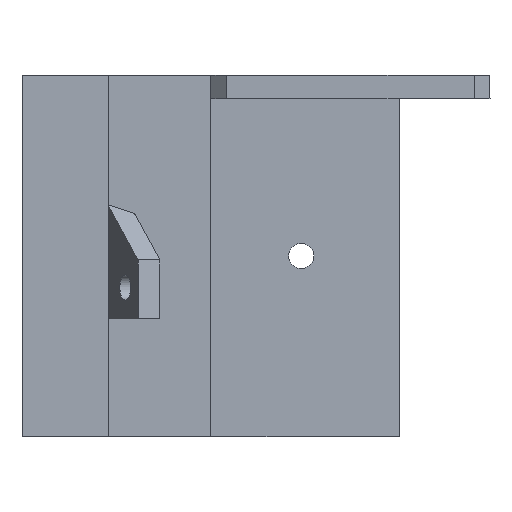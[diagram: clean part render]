
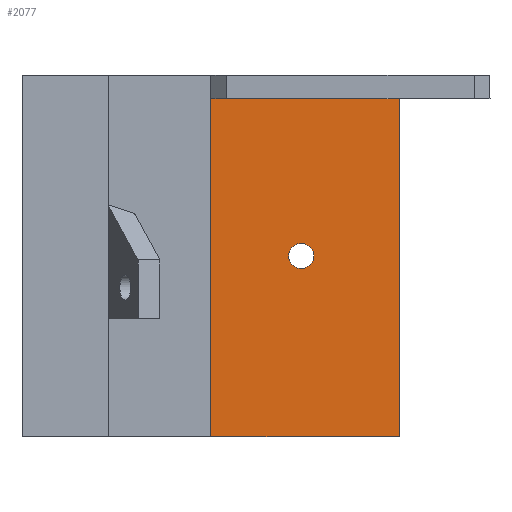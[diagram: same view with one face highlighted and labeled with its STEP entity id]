
A CAD part, front view. The second image highlights one B-rep face of the part: STEP entity #2077.
In plain terms, the highlighted planar face has unit normal (0, -1, 0).
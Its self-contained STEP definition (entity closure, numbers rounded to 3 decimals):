
#126 = PLANE('',#127);
#127 = AXIS2_PLACEMENT_3D('',#128,#129,#130);
#128 = CARTESIAN_POINT('',(24.768,-9.494,
    0.));
#129 = DIRECTION('',(0.,0.,-1.));
#130 = DIRECTION('',(-1.,0.,0.));
#836 = PLANE('',#837);
#837 = AXIS2_PLACEMENT_3D('',#838,#839,#840);
#838 = CARTESIAN_POINT('',(62.5,-21.,43.));
#839 = DIRECTION('',(0.,0.,1.));
#840 = DIRECTION('',(1.,0.,0.));
#889 = VERTEX_POINT('',#890);
#890 = CARTESIAN_POINT('',(51.,-19.,43.));
#903 = PLANE('',#904);
#904 = AXIS2_PLACEMENT_3D('',#905,#906,#907);
#905 = CARTESIAN_POINT('',(51.,-19.,0.));
#906 = DIRECTION('',(1.,0.,0.));
#907 = DIRECTION('',(-0.,-1.,-0.));
#914 = EDGE_CURVE('',#915,#889,#917,.T.);
#915 = VERTEX_POINT('',#916);
#916 = CARTESIAN_POINT('',(27.,-19.,43.));
#917 = SURFACE_CURVE('',#918,(#922,#928),.PCURVE_S1.);
#918 = LINE('',#919,#920);
#919 = CARTESIAN_POINT('',(44.75,-19.,43.));
#920 = VECTOR('',#921,1.);
#921 = DIRECTION('',(1.,0.,0.));
#922 = PCURVE('',#836,#923);
#923 = DEFINITIONAL_REPRESENTATION('',(#924),#927);
#924 = B_SPLINE_CURVE_WITH_KNOTS('',1,(#925,#926),.UNSPECIFIED.,.F.,.F.,
  (2,2),(-17.75,6.25),.PIECEWISE_BEZIER_KNOTS.);
#925 = CARTESIAN_POINT('',(-35.5,2.));
#926 = CARTESIAN_POINT('',(-11.5,2.));
#927 = ( GEOMETRIC_REPRESENTATION_CONTEXT(2) 
PARAMETRIC_REPRESENTATION_CONTEXT() REPRESENTATION_CONTEXT('2D SPACE',''
  ) );
#928 = PCURVE('',#929,#934);
#929 = PLANE('',#930);
#930 = AXIS2_PLACEMENT_3D('',#931,#932,#933);
#931 = CARTESIAN_POINT('',(27.,-19.,0.));
#932 = DIRECTION('',(-0.,-1.,-0.));
#933 = DIRECTION('',(-1.,0.,0.));
#934 = DEFINITIONAL_REPRESENTATION('',(#935),#938);
#935 = B_SPLINE_CURVE_WITH_KNOTS('',1,(#936,#937),.UNSPECIFIED.,.F.,.F.,
  (2,2),(-17.75,6.25),.PIECEWISE_BEZIER_KNOTS.);
#936 = CARTESIAN_POINT('',(0.,-43.));
#937 = CARTESIAN_POINT('',(-24.,-43.));
#938 = ( GEOMETRIC_REPRESENTATION_CONTEXT(2) 
PARAMETRIC_REPRESENTATION_CONTEXT() REPRESENTATION_CONTEXT('2D SPACE',''
  ) );
#955 = PLANE('',#956);
#956 = AXIS2_PLACEMENT_3D('',#957,#958,#959);
#957 = CARTESIAN_POINT('',(27.,-34.,0.));
#958 = DIRECTION('',(1.,0.,0.));
#959 = DIRECTION('',(-0.,-1.,-0.));
#1641 = VERTEX_POINT('',#1642);
#1642 = CARTESIAN_POINT('',(51.,-19.,0.));
#1663 = EDGE_CURVE('',#1641,#889,#1664,.T.);
#1664 = SURFACE_CURVE('',#1665,(#1669,#1676),.PCURVE_S1.);
#1665 = LINE('',#1666,#1667);
#1666 = CARTESIAN_POINT('',(51.,-19.,0.));
#1667 = VECTOR('',#1668,1.);
#1668 = DIRECTION('',(0.,0.,1.));
#1669 = PCURVE('',#903,#1670);
#1670 = DEFINITIONAL_REPRESENTATION('',(#1671),#1675);
#1671 = LINE('',#1672,#1673);
#1672 = CARTESIAN_POINT('',(-0.,0.));
#1673 = VECTOR('',#1674,1.);
#1674 = DIRECTION('',(-0.,-1.));
#1675 = ( GEOMETRIC_REPRESENTATION_CONTEXT(2) 
PARAMETRIC_REPRESENTATION_CONTEXT() REPRESENTATION_CONTEXT('2D SPACE',''
  ) );
#1676 = PCURVE('',#929,#1677);
#1677 = DEFINITIONAL_REPRESENTATION('',(#1678),#1682);
#1678 = LINE('',#1679,#1680);
#1679 = CARTESIAN_POINT('',(-24.,0.));
#1680 = VECTOR('',#1681,1.);
#1681 = DIRECTION('',(-0.,-1.));
#1682 = ( GEOMETRIC_REPRESENTATION_CONTEXT(2) 
PARAMETRIC_REPRESENTATION_CONTEXT() REPRESENTATION_CONTEXT('2D SPACE',''
  ) );
#2077 = ADVANCED_FACE('',(#2078,#2126),#929,.T.);
#2078 = FACE_BOUND('',#2079,.F.);
#2079 = EDGE_LOOP('',(#2080,#2103,#2104,#2105));
#2080 = ORIENTED_EDGE('',*,*,#2081,.T.);
#2081 = EDGE_CURVE('',#2082,#915,#2084,.T.);
#2082 = VERTEX_POINT('',#2083);
#2083 = CARTESIAN_POINT('',(27.,-19.,0.));
#2084 = SURFACE_CURVE('',#2085,(#2089,#2096),.PCURVE_S1.);
#2085 = LINE('',#2086,#2087);
#2086 = CARTESIAN_POINT('',(27.,-19.,0.));
#2087 = VECTOR('',#2088,1.);
#2088 = DIRECTION('',(0.,0.,1.));
#2089 = PCURVE('',#929,#2090);
#2090 = DEFINITIONAL_REPRESENTATION('',(#2091),#2095);
#2091 = LINE('',#2092,#2093);
#2092 = CARTESIAN_POINT('',(-0.,-0.));
#2093 = VECTOR('',#2094,1.);
#2094 = DIRECTION('',(-0.,-1.));
#2095 = ( GEOMETRIC_REPRESENTATION_CONTEXT(2) 
PARAMETRIC_REPRESENTATION_CONTEXT() REPRESENTATION_CONTEXT('2D SPACE',''
  ) );
#2096 = PCURVE('',#955,#2097);
#2097 = DEFINITIONAL_REPRESENTATION('',(#2098),#2102);
#2098 = LINE('',#2099,#2100);
#2099 = CARTESIAN_POINT('',(-15.,0.));
#2100 = VECTOR('',#2101,1.);
#2101 = DIRECTION('',(-0.,-1.));
#2102 = ( GEOMETRIC_REPRESENTATION_CONTEXT(2) 
PARAMETRIC_REPRESENTATION_CONTEXT() REPRESENTATION_CONTEXT('2D SPACE',''
  ) );
#2103 = ORIENTED_EDGE('',*,*,#914,.T.);
#2104 = ORIENTED_EDGE('',*,*,#1663,.F.);
#2105 = ORIENTED_EDGE('',*,*,#2106,.F.);
#2106 = EDGE_CURVE('',#2082,#1641,#2107,.T.);
#2107 = SURFACE_CURVE('',#2108,(#2112,#2119),.PCURVE_S1.);
#2108 = LINE('',#2109,#2110);
#2109 = CARTESIAN_POINT('',(27.,-19.,0.));
#2110 = VECTOR('',#2111,1.);
#2111 = DIRECTION('',(1.,0.,0.));
#2112 = PCURVE('',#929,#2113);
#2113 = DEFINITIONAL_REPRESENTATION('',(#2114),#2118);
#2114 = LINE('',#2115,#2116);
#2115 = CARTESIAN_POINT('',(-0.,-0.));
#2116 = VECTOR('',#2117,1.);
#2117 = DIRECTION('',(-1.,0.));
#2118 = ( GEOMETRIC_REPRESENTATION_CONTEXT(2) 
PARAMETRIC_REPRESENTATION_CONTEXT() REPRESENTATION_CONTEXT('2D SPACE',''
  ) );
#2119 = PCURVE('',#126,#2120);
#2120 = DEFINITIONAL_REPRESENTATION('',(#2121),#2125);
#2121 = LINE('',#2122,#2123);
#2122 = CARTESIAN_POINT('',(-2.232,-9.506));
#2123 = VECTOR('',#2124,1.);
#2124 = DIRECTION('',(-1.,0.));
#2125 = ( GEOMETRIC_REPRESENTATION_CONTEXT(2) 
PARAMETRIC_REPRESENTATION_CONTEXT() REPRESENTATION_CONTEXT('2D SPACE',''
  ) );
#2126 = FACE_BOUND('',#2127,.F.);
#2127 = EDGE_LOOP('',(#2128,#2160));
#2128 = ORIENTED_EDGE('',*,*,#2129,.F.);
#2129 = EDGE_CURVE('',#2130,#2132,#2134,.T.);
#2130 = VERTEX_POINT('',#2131);
#2131 = CARTESIAN_POINT('',(36.9,-19.,23.));
#2132 = VERTEX_POINT('',#2133);
#2133 = CARTESIAN_POINT('',(40.1,-19.,23.));
#2134 = SURFACE_CURVE('',#2135,(#2140,#2149),.PCURVE_S1.);
#2135 = CIRCLE('',#2136,1.6);
#2136 = AXIS2_PLACEMENT_3D('',#2137,#2138,#2139);
#2137 = CARTESIAN_POINT('',(38.5,-19.,23.));
#2138 = DIRECTION('',(0.,1.,0.));
#2139 = DIRECTION('',(-1.,0.,0.));
#2140 = PCURVE('',#929,#2141);
#2141 = DEFINITIONAL_REPRESENTATION('',(#2142),#2148);
#2142 = ( BOUNDED_CURVE() B_SPLINE_CURVE(2,(#2143,#2144,#2145,#2146,
#2147),.UNSPECIFIED.,.F.,.F.) B_SPLINE_CURVE_WITH_KNOTS((3,2,3),(0.,
1.571,3.142),.PIECEWISE_BEZIER_KNOTS.) CURVE() 
GEOMETRIC_REPRESENTATION_ITEM() RATIONAL_B_SPLINE_CURVE((1.,
0.707,1.,0.707,1.)) REPRESENTATION_ITEM('') );
#2143 = CARTESIAN_POINT('',(-9.9,-23.));
#2144 = CARTESIAN_POINT('',(-9.9,-24.6));
#2145 = CARTESIAN_POINT('',(-11.5,-24.6));
#2146 = CARTESIAN_POINT('',(-13.1,-24.6));
#2147 = CARTESIAN_POINT('',(-13.1,-23.));
#2148 = ( GEOMETRIC_REPRESENTATION_CONTEXT(2) 
PARAMETRIC_REPRESENTATION_CONTEXT() REPRESENTATION_CONTEXT('2D SPACE',''
  ) );
#2149 = PCURVE('',#2150,#2155);
#2150 = CYLINDRICAL_SURFACE('',#2151,1.6);
#2151 = AXIS2_PLACEMENT_3D('',#2152,#2153,#2154);
#2152 = CARTESIAN_POINT('',(38.5,-7.,23.));
#2153 = DIRECTION('',(0.,1.,0.));
#2154 = DIRECTION('',(-1.,0.,0.));
#2155 = DEFINITIONAL_REPRESENTATION('',(#2156),#2159);
#2156 = B_SPLINE_CURVE_WITH_KNOTS('',1,(#2157,#2158),.UNSPECIFIED.,.F.,
  .F.,(2,2),(0.,3.142),.PIECEWISE_BEZIER_KNOTS.);
#2157 = CARTESIAN_POINT('',(0.,-12.));
#2158 = CARTESIAN_POINT('',(3.142,-12.));
#2159 = ( GEOMETRIC_REPRESENTATION_CONTEXT(2) 
PARAMETRIC_REPRESENTATION_CONTEXT() REPRESENTATION_CONTEXT('2D SPACE',''
  ) );
#2160 = ORIENTED_EDGE('',*,*,#2161,.F.);
#2161 = EDGE_CURVE('',#2132,#2130,#2162,.T.);
#2162 = SURFACE_CURVE('',#2163,(#2168,#2177),.PCURVE_S1.);
#2163 = CIRCLE('',#2164,1.6);
#2164 = AXIS2_PLACEMENT_3D('',#2165,#2166,#2167);
#2165 = CARTESIAN_POINT('',(38.5,-19.,23.));
#2166 = DIRECTION('',(0.,1.,0.));
#2167 = DIRECTION('',(-1.,0.,0.));
#2168 = PCURVE('',#929,#2169);
#2169 = DEFINITIONAL_REPRESENTATION('',(#2170),#2176);
#2170 = ( BOUNDED_CURVE() B_SPLINE_CURVE(2,(#2171,#2172,#2173,#2174,
#2175),.UNSPECIFIED.,.F.,.F.) B_SPLINE_CURVE_WITH_KNOTS((3,2,3),(
    3.142,4.712,6.283),
.PIECEWISE_BEZIER_KNOTS.) CURVE() GEOMETRIC_REPRESENTATION_ITEM() 
RATIONAL_B_SPLINE_CURVE((1.,0.707,1.,0.707,1.)) 
REPRESENTATION_ITEM('') );
#2171 = CARTESIAN_POINT('',(-13.1,-23.));
#2172 = CARTESIAN_POINT('',(-13.1,-21.4));
#2173 = CARTESIAN_POINT('',(-11.5,-21.4));
#2174 = CARTESIAN_POINT('',(-9.9,-21.4));
#2175 = CARTESIAN_POINT('',(-9.9,-23.));
#2176 = ( GEOMETRIC_REPRESENTATION_CONTEXT(2) 
PARAMETRIC_REPRESENTATION_CONTEXT() REPRESENTATION_CONTEXT('2D SPACE',''
  ) );
#2177 = PCURVE('',#2150,#2178);
#2178 = DEFINITIONAL_REPRESENTATION('',(#2179),#2182);
#2179 = B_SPLINE_CURVE_WITH_KNOTS('',1,(#2180,#2181),.UNSPECIFIED.,.F.,
  .F.,(2,2),(3.142,6.283),.PIECEWISE_BEZIER_KNOTS.);
#2180 = CARTESIAN_POINT('',(3.142,-12.));
#2181 = CARTESIAN_POINT('',(6.283,-12.));
#2182 = ( GEOMETRIC_REPRESENTATION_CONTEXT(2) 
PARAMETRIC_REPRESENTATION_CONTEXT() REPRESENTATION_CONTEXT('2D SPACE',''
  ) );
